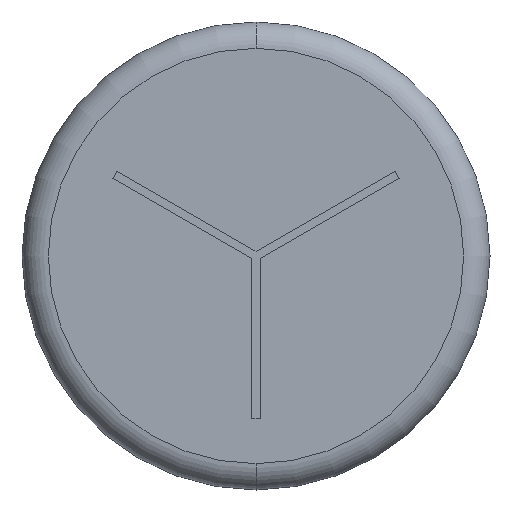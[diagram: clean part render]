
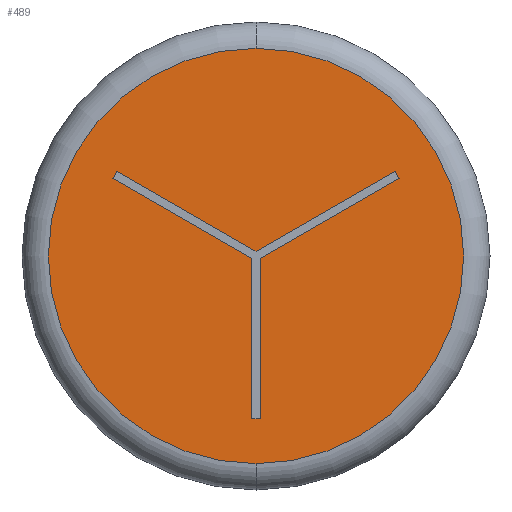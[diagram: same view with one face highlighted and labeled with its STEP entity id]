
A CAD part, front view. The second image highlights one B-rep face of the part: STEP entity #489.
In plain terms, the highlighted planar face has unit normal (0, -1, 0).
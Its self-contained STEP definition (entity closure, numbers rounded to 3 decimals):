
#4 = DIRECTION ( 'NONE',  ( -0.866, 0., -0.5 ) ) ;
#12 = ORIENTED_EDGE ( 'NONE', *, *, #592, .F. ) ;
#22 = EDGE_CURVE ( 'NONE', #220, #660, #566, .T. ) ;
#28 = EDGE_LOOP ( 'NONE', ( #458, #636 ) ) ;
#40 = DIRECTION ( 'NONE',  ( 0.866, 0., -0.5 ) ) ;
#58 = VERTEX_POINT ( 'NONE', #575 ) ;
#67 = CARTESIAN_POINT ( 'NONE',  ( 0., 0.2, -15.75 ) ) ;
#70 = CARTESIAN_POINT ( 'NONE',  ( -0.154, 0.2, -0.266 ) ) ;
#77 = DIRECTION ( 'NONE',  ( 0., 0., 1. ) ) ;
#78 = DIRECTION ( 'NONE',  ( 0., -1., 0. ) ) ;
#79 = CARTESIAN_POINT ( 'NONE',  ( 0., 0.2, 0.355 ) ) ;
#83 = CARTESIAN_POINT ( 'NONE',  ( 0., 0.2, 0. ) ) ;
#98 = DIRECTION ( 'NONE',  ( 0., 0., 1. ) ) ;
#99 = EDGE_CURVE ( 'NONE', #567, #58, #163, .T. ) ;
#106 = VERTEX_POINT ( 'NONE', #244 ) ;
#136 = CARTESIAN_POINT ( 'NONE',  ( 0.307, 0.2, -0.178 ) ) ;
#146 = DIRECTION ( 'NONE',  ( -0.5, 0., 0.866 ) ) ;
#151 = DIRECTION ( 'NONE',  ( 1., 0., 0. ) ) ;
#157 = DIRECTION ( 'NONE',  ( 0., 0., -1. ) ) ;
#162 = LINE ( 'NONE', #714, #398 ) ;
#163 = LINE ( 'NONE', #629, #292 ) ;
#172 = EDGE_CURVE ( 'NONE', #660, #58, #176, .T. ) ;
#175 = DIRECTION ( 'NONE',  ( 0.866, 0., -0.5 ) ) ;
#176 = LINE ( 'NONE', #70, #302 ) ;
#187 = EDGE_LOOP ( 'NONE', ( #545, #657, #525, #449, #544, #668, #241, #12, #603 ) ) ;
#205 = VECTOR ( 'NONE', #146, 1000. ) ;
#209 = VERTEX_POINT ( 'NONE', #67 ) ;
#220 = VERTEX_POINT ( 'NONE', #642 ) ;
#224 = LINE ( 'NONE', #393, #562 ) ;
#234 = VERTEX_POINT ( 'NONE', #79 ) ;
#241 = ORIENTED_EDGE ( 'NONE', *, *, #452, .F. ) ;
#244 = CARTESIAN_POINT ( 'NONE',  ( 0., 0.2, 15.75 ) ) ;
#246 = AXIS2_PLACEMENT_3D ( 'NONE', #270, #661, #330 ) ;
#250 = CARTESIAN_POINT ( 'NONE',  ( 10.702, 0.2, 6.179 ) ) ;
#251 = LINE ( 'NONE', #590, #501 ) ;
#270 = CARTESIAN_POINT ( 'NONE',  ( 0., 0.2, 0. ) ) ;
#277 = DIRECTION ( 'NONE',  ( -0.866, 0., -0.5 ) ) ;
#281 = CIRCLE ( 'NONE', #246, 15.75 ) ;
#292 = VECTOR ( 'NONE', #77, 1000. ) ;
#302 = VECTOR ( 'NONE', #175, 1000. ) ;
#309 = CARTESIAN_POINT ( 'NONE',  ( 10.856, 0.2, 5.913 ) ) ;
#315 = LINE ( 'NONE', #607, #644 ) ;
#320 = EDGE_CURVE ( 'NONE', #209, #106, #700, .T. ) ;
#330 = DIRECTION ( 'NONE',  ( 0., 0., -1. ) ) ;
#331 = VERTEX_POINT ( 'NONE', #333 ) ;
#333 = CARTESIAN_POINT ( 'NONE',  ( 10.548, 0.2, 6.445 ) ) ;
#336 = CARTESIAN_POINT ( 'NONE',  ( 0.154, 0.2, -0.266 ) ) ;
#349 = FACE_BOUND ( 'NONE', #187, .T. ) ;
#365 = CARTESIAN_POINT ( 'NONE',  ( -0.307, 0.2, -12.358 ) ) ;
#369 = EDGE_CURVE ( 'NONE', #387, #667, #224, .T. ) ;
#372 = LINE ( 'NONE', #336, #461 ) ;
#381 = CARTESIAN_POINT ( 'NONE',  ( 0.307, 0.2, -12.358 ) ) ;
#387 = VERTEX_POINT ( 'NONE', #381 ) ;
#391 = EDGE_CURVE ( 'NONE', #220, #234, #162, .T. ) ;
#393 = CARTESIAN_POINT ( 'NONE',  ( 0.307, 0.2, 0. ) ) ;
#395 = DIRECTION ( 'NONE',  ( 0., -1., 0. ) ) ;
#398 = VECTOR ( 'NONE', #40, 1000. ) ;
#403 = EDGE_CURVE ( 'NONE', #106, #209, #281, .T. ) ;
#404 = VECTOR ( 'NONE', #412, 1000. ) ;
#412 = DIRECTION ( 'NONE',  ( -0.5, 0., -0.866 ) ) ;
#441 = EDGE_CURVE ( 'NONE', #595, #667, #372, .T. ) ;
#445 = CARTESIAN_POINT ( 'NONE',  ( 0., 0.2, 0. ) ) ;
#449 = ORIENTED_EDGE ( 'NONE', *, *, #172, .F. ) ;
#452 = EDGE_CURVE ( 'NONE', #331, #234, #315, .T. ) ;
#458 = ORIENTED_EDGE ( 'NONE', *, *, #320, .T. ) ;
#461 = VECTOR ( 'NONE', #4, 1000. ) ;
#489 = ADVANCED_FACE ( 'NONE', ( #349, #516 ), #687, .T. ) ;
#501 = VECTOR ( 'NONE', #151, 1000. ) ;
#512 = CARTESIAN_POINT ( 'NONE',  ( -10.702, 0.2, 6.179 ) ) ;
#516 = FACE_OUTER_BOUND ( 'NONE', #28, .T. ) ;
#525 = ORIENTED_EDGE ( 'NONE', *, *, #99, .T. ) ;
#540 = CARTESIAN_POINT ( 'NONE',  ( -10.856, 0.2, 5.913 ) ) ;
#544 = ORIENTED_EDGE ( 'NONE', *, *, #22, .F. ) ;
#545 = ORIENTED_EDGE ( 'NONE', *, *, #369, .F. ) ;
#562 = VECTOR ( 'NONE', #98, 1000. ) ;
#563 = AXIS2_PLACEMENT_3D ( 'NONE', #445, #395, #157 ) ;
#566 = LINE ( 'NONE', #512, #404 ) ;
#567 = VERTEX_POINT ( 'NONE', #365 ) ;
#575 = CARTESIAN_POINT ( 'NONE',  ( -0.307, 0.2, -0.178 ) ) ;
#590 = CARTESIAN_POINT ( 'NONE',  ( 0., 0.2, -12.358 ) ) ;
#592 = EDGE_CURVE ( 'NONE', #595, #331, #686, .T. ) ;
#595 = VERTEX_POINT ( 'NONE', #309 ) ;
#603 = ORIENTED_EDGE ( 'NONE', *, *, #441, .T. ) ;
#607 = CARTESIAN_POINT ( 'NONE',  ( -0.154, 0.2, 0.266 ) ) ;
#618 = AXIS2_PLACEMENT_3D ( 'NONE', #83, #78, #695 ) ;
#629 = CARTESIAN_POINT ( 'NONE',  ( -0.307, 0.2, 0. ) ) ;
#636 = ORIENTED_EDGE ( 'NONE', *, *, #403, .T. ) ;
#642 = CARTESIAN_POINT ( 'NONE',  ( -10.548, 0.2, 6.445 ) ) ;
#644 = VECTOR ( 'NONE', #277, 1000. ) ;
#657 = ORIENTED_EDGE ( 'NONE', *, *, #673, .F. ) ;
#660 = VERTEX_POINT ( 'NONE', #540 ) ;
#661 = DIRECTION ( 'NONE',  ( 0., -1., 0. ) ) ;
#667 = VERTEX_POINT ( 'NONE', #136 ) ;
#668 = ORIENTED_EDGE ( 'NONE', *, *, #391, .T. ) ;
#673 = EDGE_CURVE ( 'NONE', #567, #387, #251, .T. ) ;
#686 = LINE ( 'NONE', #250, #205 ) ;
#687 = PLANE ( 'NONE',  #618 ) ;
#695 = DIRECTION ( 'NONE',  ( 0., 0., -1. ) ) ;
#700 = CIRCLE ( 'NONE', #563, 15.75 ) ;
#714 = CARTESIAN_POINT ( 'NONE',  ( 0.154, 0.2, 0.266 ) ) ;
